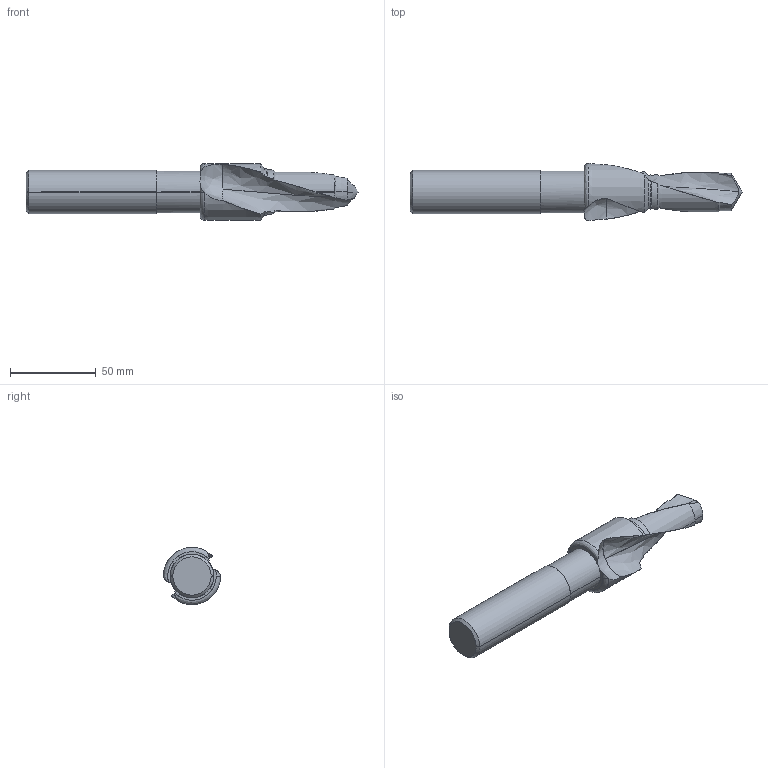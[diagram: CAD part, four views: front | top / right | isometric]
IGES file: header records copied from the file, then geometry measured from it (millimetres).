
Start section: SolidWorks IGES file using analytic representation for surfaces
Global section: file name: 994003002.IGS; native system: SolidWorks 2014; preprocessor: SolidWorks 2014; author: martinw; date: 150721.100157; units: inch
Bounding box: 193.73 x 33.33 x 33.34 mm (x, y, z)
Surface area: 17030 mm2 (no closed solid volume)
Topology: 0 solids, 0 shells, 42 faces, 713 edges, 711 vertices
Faces by surface type: revolution 29, bspline 13
